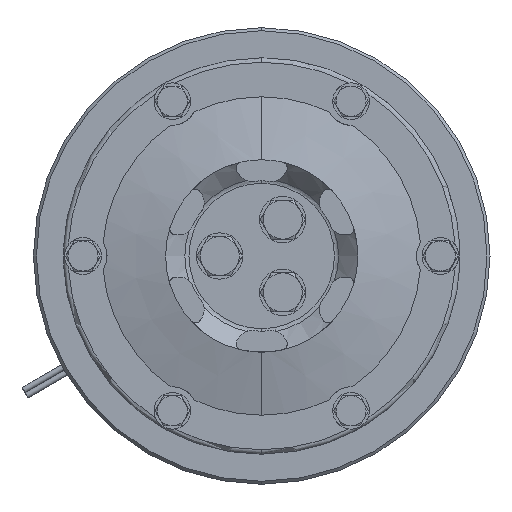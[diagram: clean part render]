
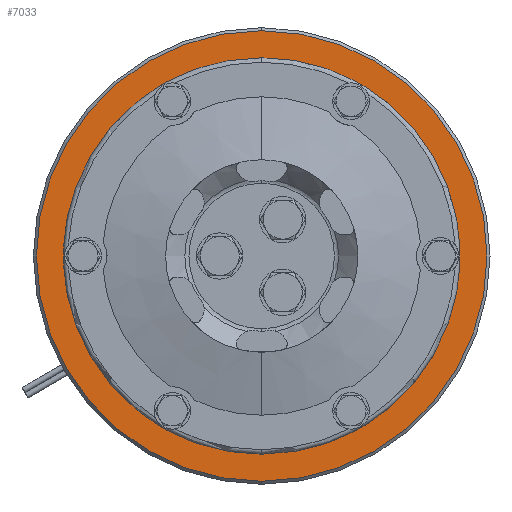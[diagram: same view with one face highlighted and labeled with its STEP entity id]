
A CAD part, left-side view. The second image highlights one B-rep face of the part: STEP entity #7033.
In plain terms, the highlighted planar face has unit normal (-1, 0, 0).
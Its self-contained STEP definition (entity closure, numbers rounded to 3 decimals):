
#147 = AXIS2_PLACEMENT_3D ( 'NONE', #2865, #4649, #4512 ) ;
#542 = DIRECTION ( 'NONE',  ( 0., 0., 1. ) ) ;
#844 = DIRECTION ( 'NONE',  ( 0., 0., 1. ) ) ;
#1290 = CARTESIAN_POINT ( 'NONE',  ( -21., 0., 0. ) ) ;
#1412 = EDGE_CURVE ( 'NONE', #2845, #5340, #11520, .T. ) ;
#2845 = VERTEX_POINT ( 'NONE', #20846 ) ;
#2865 = CARTESIAN_POINT ( 'NONE',  ( -21., 0., 0. ) ) ;
#2918 = DIRECTION ( 'NONE',  ( 0., 0., 1. ) ) ;
#4005 = AXIS2_PLACEMENT_3D ( 'NONE', #1290, #12676, #2918 ) ;
#4512 = DIRECTION ( 'NONE',  ( 0., 0., -1. ) ) ;
#4649 = DIRECTION ( 'NONE',  ( 1., 0., 0. ) ) ;
#5059 = DIRECTION ( 'NONE',  ( -1., 0., 0. ) ) ;
#5340 = VERTEX_POINT ( 'NONE', #19984 ) ;
#7033 = ADVANCED_FACE ( 'NONE', ( #10822, #16121 ), #9445, .F. ) ;
#7309 = DIRECTION ( 'NONE',  ( -1., 0., 0. ) ) ;
#9027 = AXIS2_PLACEMENT_3D ( 'NONE', #10385, #7309, #844 ) ;
#9253 = AXIS2_PLACEMENT_3D ( 'NONE', #16438, #11787, #542 ) ;
#9326 = EDGE_CURVE ( 'NONE', #11665, #13658, #18833, .T. ) ;
#9445 = PLANE ( 'NONE',  #147 ) ;
#10385 = CARTESIAN_POINT ( 'NONE',  ( -21., 0., 0. ) ) ;
#10564 = ORIENTED_EDGE ( 'NONE', *, *, #18323, .F. ) ;
#10822 = FACE_BOUND ( 'NONE', #12429, .T. ) ;
#10863 = ORIENTED_EDGE ( 'NONE', *, *, #18654, .T. ) ;
#11479 = DIRECTION ( 'NONE',  ( 0., 0., 1. ) ) ;
#11520 = CIRCLE ( 'NONE', #9253, 64. ) ;
#11665 = VERTEX_POINT ( 'NONE', #16864 ) ;
#11787 = DIRECTION ( 'NONE',  ( -1., 0., 0. ) ) ;
#11845 = EDGE_LOOP ( 'NONE', ( #10863, #19519 ) ) ;
#12429 = EDGE_LOOP ( 'NONE', ( #18783, #10564 ) ) ;
#12676 = DIRECTION ( 'NONE',  ( -1., 0., 0. ) ) ;
#13052 = CIRCLE ( 'NONE', #4005, 64. ) ;
#13546 = CIRCLE ( 'NONE', #9027, 75. ) ;
#13658 = VERTEX_POINT ( 'NONE', #15361 ) ;
#14707 = CARTESIAN_POINT ( 'NONE',  ( -21., 0., 0. ) ) ;
#15361 = CARTESIAN_POINT ( 'NONE',  ( -21., 0., -75. ) ) ;
#16121 = FACE_OUTER_BOUND ( 'NONE', #11845, .T. ) ;
#16438 = CARTESIAN_POINT ( 'NONE',  ( -21., 0., 0. ) ) ;
#16864 = CARTESIAN_POINT ( 'NONE',  ( -21., 0., 75. ) ) ;
#18323 = EDGE_CURVE ( 'NONE', #5340, #2845, #13052, .T. ) ;
#18654 = EDGE_CURVE ( 'NONE', #13658, #11665, #13546, .T. ) ;
#18783 = ORIENTED_EDGE ( 'NONE', *, *, #1412, .F. ) ;
#18833 = CIRCLE ( 'NONE', #20458, 75. ) ;
#19519 = ORIENTED_EDGE ( 'NONE', *, *, #9326, .T. ) ;
#19984 = CARTESIAN_POINT ( 'NONE',  ( -21., 0., -64. ) ) ;
#20458 = AXIS2_PLACEMENT_3D ( 'NONE', #14707, #5059, #11479 ) ;
#20846 = CARTESIAN_POINT ( 'NONE',  ( -21., 0., 64. ) ) ;
